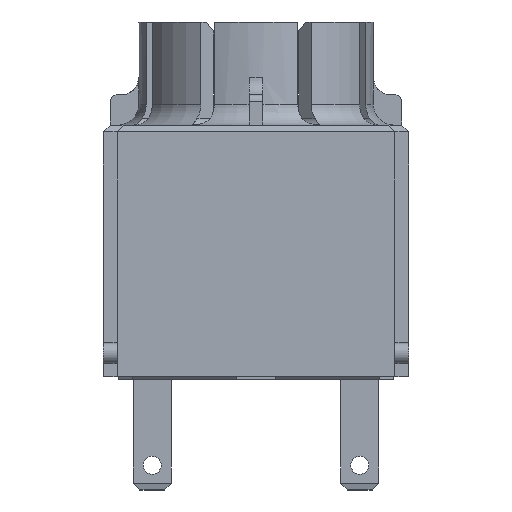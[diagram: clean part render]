
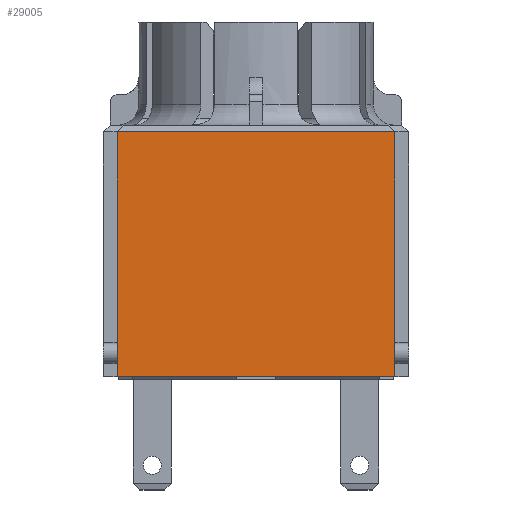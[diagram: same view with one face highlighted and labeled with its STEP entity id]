
A CAD part, front view. The second image highlights one B-rep face of the part: STEP entity #29005.
In plain terms, the highlighted planar face has unit normal (0, -1, 0).
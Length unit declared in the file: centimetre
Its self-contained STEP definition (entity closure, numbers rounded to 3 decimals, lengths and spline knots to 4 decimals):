
#2069=FACE_OUTER_BOUND($,#3611,.T.);
#3611=EDGE_LOOP($,(#23350,#23351,#23352,#23353,#23354,#23355));
#6967=LINE($,#48339,#9960);
#6975=LINE($,#48356,#9968);
#6976=LINE($,#48358,#9969);
#6977=LINE($,#48360,#9970);
#6978=LINE($,#48362,#9971);
#6979=LINE($,#48363,#9972);
#9960=VECTOR($,#36871,2.02);
#9968=VECTOR($,#36889,1.611);
#9969=VECTOR($,#36890,0.169);
#9970=VECTOR($,#36891,2.02);
#9971=VECTOR($,#36892,0.169);
#9972=VECTOR($,#36893,1.611);
#12753=VERTEX_POINT($,#48333);
#12754=VERTEX_POINT($,#48337);
#12758=VERTEX_POINT($,#48355);
#12759=VERTEX_POINT($,#48357);
#12760=VERTEX_POINT($,#48359);
#12761=VERTEX_POINT($,#48361);
#16418=EDGE_CURVE($,#12754,#12753,#6967,.T.);
#16426=EDGE_CURVE($,#12758,#12754,#6975,.T.);
#16427=EDGE_CURVE($,#12759,#12758,#6976,.T.);
#16428=EDGE_CURVE($,#12759,#12760,#6977,.T.);
#16429=EDGE_CURVE($,#12760,#12761,#6978,.T.);
#16430=EDGE_CURVE($,#12761,#12753,#6979,.T.);
#23350=ORIENTED_EDGE($,*,*,#16418,.F.);
#23351=ORIENTED_EDGE($,*,*,#16426,.F.);
#23352=ORIENTED_EDGE($,*,*,#16427,.F.);
#23353=ORIENTED_EDGE($,*,*,#16428,.T.);
#23354=ORIENTED_EDGE($,*,*,#16429,.T.);
#23355=ORIENTED_EDGE($,*,*,#16430,.T.);
#26180=PLANE($,#30943);
#29005=ADVANCED_FACE($,(#2069),#26180,.T.);
#30943=AXIS2_PLACEMENT_3D($,#48354,#36887,#36888);
#36871=DIRECTION($,(1.,0.,0.));
#36887=DIRECTION('center_axis',(0.,-1.,0.));
#36888=DIRECTION('ref_axis',(0.,0.,
1.));
#36889=DIRECTION($,(0.,0.,1.));
#36890=DIRECTION($,(0.,0.,1.));
#36891=DIRECTION($,(1.,0.,0.));
#36892=DIRECTION($,(0.,0.,1.));
#36893=DIRECTION($,(0.,0.,1.));
#48333=CARTESIAN_POINT('',(3.7481,0.6231,1.8));
#48337=CARTESIAN_POINT('',(1.7281,0.6231,1.8));
#48339=CARTESIAN_POINT($,(2.7381,0.6231,1.8));
#48354=CARTESIAN_POINT('Origin',(2.7381,0.6231,0.02));
#48355=CARTESIAN_POINT('',(1.7281,0.6231,0.189));
#48356=CARTESIAN_POINT($,(1.7281,0.6231,0.02));
#48357=CARTESIAN_POINT('',(1.7281,0.6231,0.02));
#48358=CARTESIAN_POINT($,(1.7281,0.6231,0.02));
#48359=CARTESIAN_POINT('',(3.7481,0.6231,0.02));
#48360=CARTESIAN_POINT($,(1.7281,0.6231,0.02));
#48361=CARTESIAN_POINT('',(3.7481,0.6231,0.189));
#48362=CARTESIAN_POINT($,(3.7481,0.6231,0.02));
#48363=CARTESIAN_POINT($,(3.7481,0.6231,0.02));
